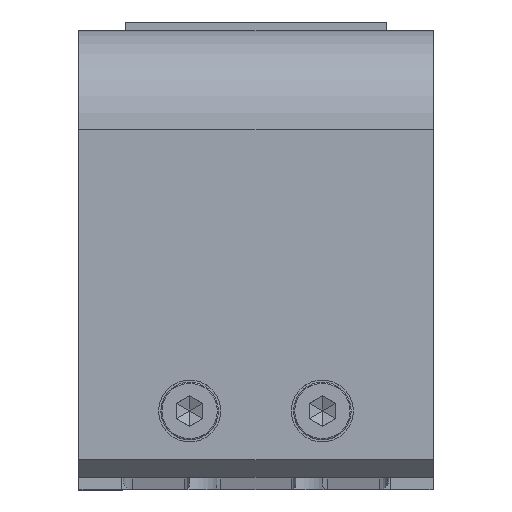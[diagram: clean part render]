
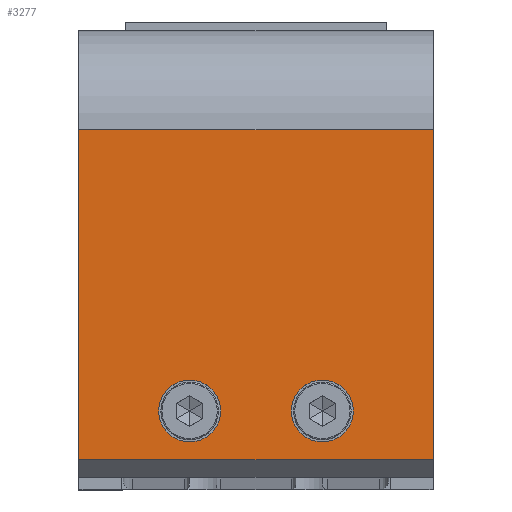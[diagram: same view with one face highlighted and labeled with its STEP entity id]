
A CAD part, top view. The second image highlights one B-rep face of the part: STEP entity #3277.
In plain terms, the highlighted planar face has unit normal (0, 0, 1).
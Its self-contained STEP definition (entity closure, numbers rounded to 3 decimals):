
#3277 = ADVANCED_FACE ( 'NONE', ( #180871, #62782, #35425 ), #93042, .F. ) ;
#3294 = CIRCLE ( 'NONE', #127888, 7. ) ;
#6618 = VECTOR ( 'NONE', #15566, 1000. ) ;
#8078 = CARTESIAN_POINT ( 'NONE',  ( 185.798, 159.238, 570.351 ) ) ;
#9237 = CARTESIAN_POINT ( 'NONE',  ( 123.798, 174.238, 570.351 ) ) ;
#11833 = EDGE_CURVE ( 'NONE', #129359, #178178, #37806, .T. ) ;
#15566 = DIRECTION ( 'NONE',  ( 1., 0., 0. ) ) ;
#19369 = EDGE_CURVE ( 'NONE', #172775, #173829, #29259, .T. ) ;
#20356 = DIRECTION ( 'NONE',  ( 1., 0., 0. ) ) ;
#22684 = CARTESIAN_POINT ( 'NONE',  ( 137.798, 174.238, 570.351 ) ) ;
#29259 = LINE ( 'NONE', #109181, #39832 ) ;
#29891 = VERTEX_POINT ( 'NONE', #9237 ) ;
#33266 = EDGE_LOOP ( 'NONE', ( #149239, #126624, #140115, #82062 ) ) ;
#35425 = FACE_OUTER_BOUND ( 'NONE', #33266, .T. ) ;
#37806 = CIRCLE ( 'NONE', #59646, 7. ) ;
#38458 = EDGE_CURVE ( 'NONE', #173829, #56771, #120487, .T. ) ;
#39832 = VECTOR ( 'NONE', #64338, 1000. ) ;
#40764 = DIRECTION ( 'NONE',  ( 1., 0., 0. ) ) ;
#41612 = DIRECTION ( 'NONE',  ( 1., 0., 0. ) ) ;
#42543 = EDGE_LOOP ( 'NONE', ( #188534, #129739 ) ) ;
#48614 = AXIS2_PLACEMENT_3D ( 'NONE', #8078, #129925, #98778 ) ;
#52714 = CARTESIAN_POINT ( 'NONE',  ( 105.798, 163.238, 570.351 ) ) ;
#53339 = DIRECTION ( 'NONE',  ( 0., 0., 1. ) ) ;
#56771 = VERTEX_POINT ( 'NONE', #52714 ) ;
#57246 = ORIENTED_EDGE ( 'NONE', *, *, #98450, .F. ) ;
#58255 = DIRECTION ( 'NONE',  ( 0., 0., 1. ) ) ;
#59646 = AXIS2_PLACEMENT_3D ( 'NONE', #64234, #63263, #20356 ) ;
#61958 = CARTESIAN_POINT ( 'NONE',  ( 105.798, 159.238, 570.351 ) ) ;
#62782 = FACE_BOUND ( 'NONE', #42543, .T. ) ;
#63263 = DIRECTION ( 'NONE',  ( 0., 0., 1. ) ) ;
#64234 = CARTESIAN_POINT ( 'NONE',  ( 160.798, 174.238, 570.351 ) ) ;
#64338 = DIRECTION ( 'NONE',  ( -1., 0., 0. ) ) ;
#68007 = CARTESIAN_POINT ( 'NONE',  ( 130.798, 174.238, 570.351 ) ) ;
#75252 = ORIENTED_EDGE ( 'NONE', *, *, #144746, .F. ) ;
#78943 = CARTESIAN_POINT ( 'NONE',  ( 185.798, 237.738, 570.351 ) ) ;
#79496 = DIRECTION ( 'NONE',  ( 0., -1., 0. ) ) ;
#82062 = ORIENTED_EDGE ( 'NONE', *, *, #19369, .T. ) ;
#83034 = CARTESIAN_POINT ( 'NONE',  ( 105.798, 237.738, 570.351 ) ) ;
#89718 = LINE ( 'NONE', #118021, #6618 ) ;
#93042 = PLANE ( 'NONE',  #48614 ) ;
#93758 = VERTEX_POINT ( 'NONE', #22684 ) ;
#95705 = EDGE_CURVE ( 'NONE', #56771, #174868, #89718, .T. ) ;
#96313 = AXIS2_PLACEMENT_3D ( 'NONE', #145130, #58255, #40764 ) ;
#98450 = EDGE_CURVE ( 'NONE', #29891, #93758, #151293, .T. ) ;
#98778 = DIRECTION ( 'NONE',  ( -1., 0., 0. ) ) ;
#104669 = AXIS2_PLACEMENT_3D ( 'NONE', #68007, #53339, #41612 ) ;
#109181 = CARTESIAN_POINT ( 'NONE',  ( 185.798, 237.738, 570.351 ) ) ;
#111989 = CARTESIAN_POINT ( 'NONE',  ( 167.798, 174.238, 570.351 ) ) ;
#112205 = CARTESIAN_POINT ( 'NONE',  ( 185.798, 159.238, 570.351 ) ) ;
#113769 = EDGE_CURVE ( 'NONE', #172775, #174868, #126838, .T. ) ;
#118021 = CARTESIAN_POINT ( 'NONE',  ( 185.798, 163.238, 570.351 ) ) ;
#120487 = LINE ( 'NONE', #61958, #166032 ) ;
#125279 = DIRECTION ( 'NONE',  ( 1., 0., 0. ) ) ;
#126624 = ORIENTED_EDGE ( 'NONE', *, *, #95705, .T. ) ;
#126838 = LINE ( 'NONE', #112205, #149051 ) ;
#127888 = AXIS2_PLACEMENT_3D ( 'NONE', #193062, #178383, #125279 ) ;
#129359 = VERTEX_POINT ( 'NONE', #111989 ) ;
#129739 = ORIENTED_EDGE ( 'NONE', *, *, #151912, .F. ) ;
#129925 = DIRECTION ( 'NONE',  ( 0., 0., -1. ) ) ;
#140115 = ORIENTED_EDGE ( 'NONE', *, *, #113769, .F. ) ;
#144746 = EDGE_CURVE ( 'NONE', #93758, #29891, #180461, .T. ) ;
#145130 = CARTESIAN_POINT ( 'NONE',  ( 130.798, 174.238, 570.351 ) ) ;
#149051 = VECTOR ( 'NONE', #171790, 1000. ) ;
#149239 = ORIENTED_EDGE ( 'NONE', *, *, #38458, .T. ) ;
#151293 = CIRCLE ( 'NONE', #104669, 7. ) ;
#151912 = EDGE_CURVE ( 'NONE', #178178, #129359, #3294, .T. ) ;
#166032 = VECTOR ( 'NONE', #79496, 1000. ) ;
#169147 = CARTESIAN_POINT ( 'NONE',  ( 153.798, 174.238, 570.351 ) ) ;
#171790 = DIRECTION ( 'NONE',  ( 0., -1., 0. ) ) ;
#172775 = VERTEX_POINT ( 'NONE', #78943 ) ;
#173829 = VERTEX_POINT ( 'NONE', #83034 ) ;
#174868 = VERTEX_POINT ( 'NONE', #183232 ) ;
#178178 = VERTEX_POINT ( 'NONE', #169147 ) ;
#178383 = DIRECTION ( 'NONE',  ( 0., 0., 1. ) ) ;
#180461 = CIRCLE ( 'NONE', #96313, 7. ) ;
#180871 = FACE_BOUND ( 'NONE', #192668, .T. ) ;
#183232 = CARTESIAN_POINT ( 'NONE',  ( 185.798, 163.238, 570.351 ) ) ;
#188534 = ORIENTED_EDGE ( 'NONE', *, *, #11833, .F. ) ;
#192668 = EDGE_LOOP ( 'NONE', ( #75252, #57246 ) ) ;
#193062 = CARTESIAN_POINT ( 'NONE',  ( 160.798, 174.238, 570.351 ) ) ;
